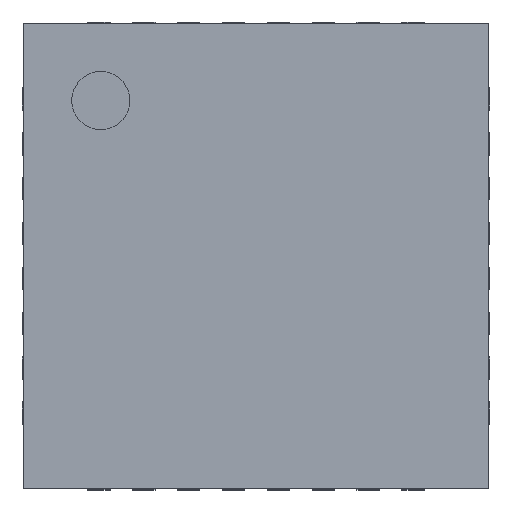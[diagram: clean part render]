
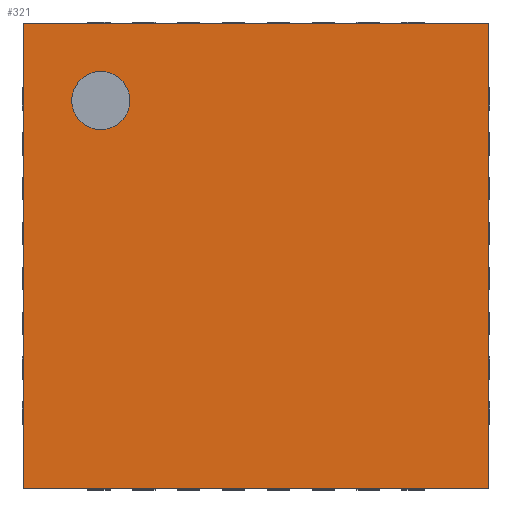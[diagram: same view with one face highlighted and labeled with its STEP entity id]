
A CAD part, top view. The second image highlights one B-rep face of the part: STEP entity #321.
In plain terms, the highlighted planar face has unit normal (0, 0, 1).
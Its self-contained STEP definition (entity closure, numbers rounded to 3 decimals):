
#257 = VERTEX_POINT('',#258);
#258 = CARTESIAN_POINT('',(0.,0.,0.8));
#273 = VERTEX_POINT('',#274);
#274 = CARTESIAN_POINT('',(0.,4.15,0.8));
#280 = EDGE_CURVE('',#257,#273,#281,.T.);
#281 = LINE('',#282,#283);
#282 = CARTESIAN_POINT('',(0.,0.,0.8));
#283 = VECTOR('',#284,1.);
#284 = DIRECTION('',(-0.,1.,0.));
#303 = EDGE_CURVE('',#257,#304,#306,.T.);
#304 = VERTEX_POINT('',#305);
#305 = CARTESIAN_POINT('',(4.15,0.,0.8));
#306 = LINE('',#307,#308);
#307 = CARTESIAN_POINT('',(0.,0.,0.8));
#308 = VECTOR('',#309,1.);
#309 = DIRECTION('',(1.,0.,-0.));
#321 = ADVANCED_FACE('',(#322,#340),#351,.T.);
#322 = FACE_BOUND('',#323,.T.);
#323 = EDGE_LOOP('',(#324,#325,#326,#334));
#324 = ORIENTED_EDGE('',*,*,#280,.F.);
#325 = ORIENTED_EDGE('',*,*,#303,.T.);
#326 = ORIENTED_EDGE('',*,*,#327,.T.);
#327 = EDGE_CURVE('',#304,#328,#330,.T.);
#328 = VERTEX_POINT('',#329);
#329 = CARTESIAN_POINT('',(4.15,4.15,0.8));
#330 = LINE('',#331,#332);
#331 = CARTESIAN_POINT('',(4.15,0.,0.8));
#332 = VECTOR('',#333,1.);
#333 = DIRECTION('',(-0.,1.,0.));
#334 = ORIENTED_EDGE('',*,*,#335,.F.);
#335 = EDGE_CURVE('',#273,#328,#336,.T.);
#336 = LINE('',#337,#338);
#337 = CARTESIAN_POINT('',(0.,4.15,0.8));
#338 = VECTOR('',#339,1.);
#339 = DIRECTION('',(1.,0.,-0.));
#340 = FACE_BOUND('',#341,.T.);
#341 = EDGE_LOOP('',(#342));
#342 = ORIENTED_EDGE('',*,*,#343,.F.);
#343 = EDGE_CURVE('',#344,#344,#346,.T.);
#344 = VERTEX_POINT('',#345);
#345 = CARTESIAN_POINT('',(0.951,3.458,0.8));
#346 = CIRCLE('',#347,0.259);
#347 = AXIS2_PLACEMENT_3D('',#348,#349,#350);
#348 = CARTESIAN_POINT('',(0.692,3.458,0.8));
#349 = DIRECTION('',(0.,0.,1.));
#350 = DIRECTION('',(1.,0.,-0.));
#351 = PLANE('',#352);
#352 = AXIS2_PLACEMENT_3D('',#353,#354,#355);
#353 = CARTESIAN_POINT('',(0.,0.,0.8));
#354 = DIRECTION('',(0.,0.,1.));
#355 = DIRECTION('',(1.,0.,-0.));
